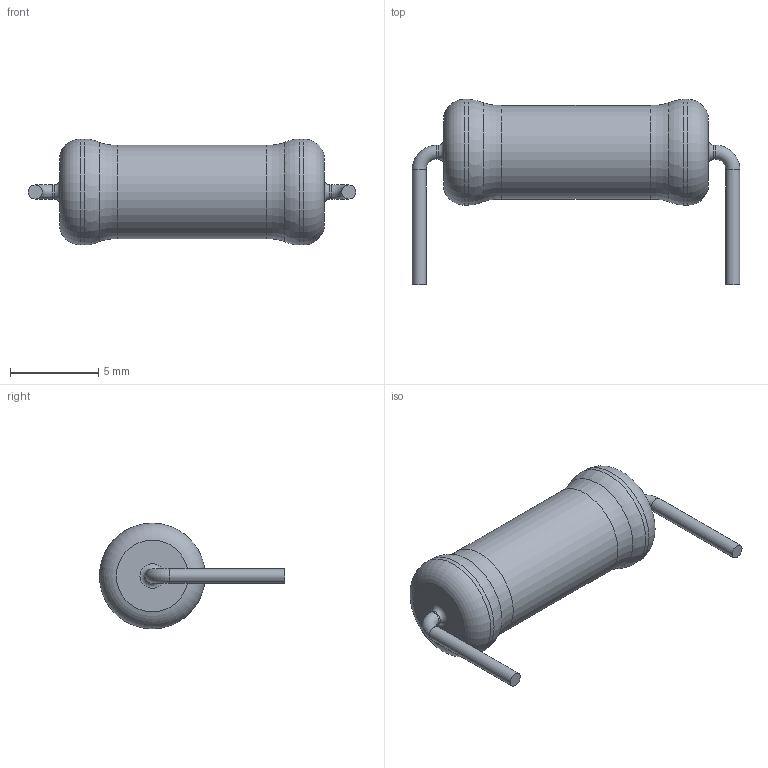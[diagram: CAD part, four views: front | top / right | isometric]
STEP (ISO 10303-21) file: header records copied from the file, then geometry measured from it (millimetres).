
FILE_DESCRIPTION (( 'STEP AP214' ), '1' );
FILE_NAME ('one watt_resistor_700spacing-1.STEP', '2021-01-01T10:51:06', ( 'User Windows' ), ( '' ), 'SwSTEP 2.0', 'SolidWorks 2017', '' );
FILE_SCHEMA (( 'AUTOMOTIVE_DESIGN' ));
Length unit declared in the file: millimetre
Products named in the file (1): one watt_resistor_700spacing-1
Bounding box: 18.58 x 10.5 x 5.99 mm (x, y, z)
Volume: 357.3 mm3; surface area: 340.1 mm2
Topology: 1 solids, 1 shells, 21 faces, 40 edges, 23 vertices
Faces by surface type: torus 10, cylinder 7, plane 4
Full cylindrical faces by diameter (mm): 0.8 x4, 5.302 x1, 5.992 x2
Entity records: 679 total; most frequent: DIRECTION 84, CARTESIAN_POINT 62, AXIS2_PLACEMENT_3D 42, ORIENTED_EDGE 40, EDGE_LOOP 40, FACE_OUTER_BOUND 38, UNCERTAINTY_MEASURE_WITH_UNIT 24, PRESENTATION_STYLE_ASSIGNMENT 23
